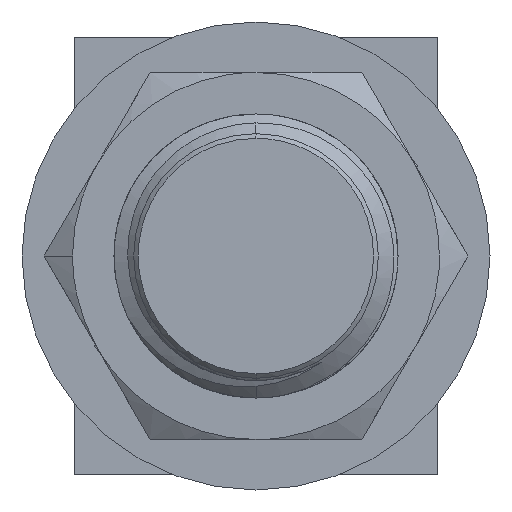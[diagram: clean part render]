
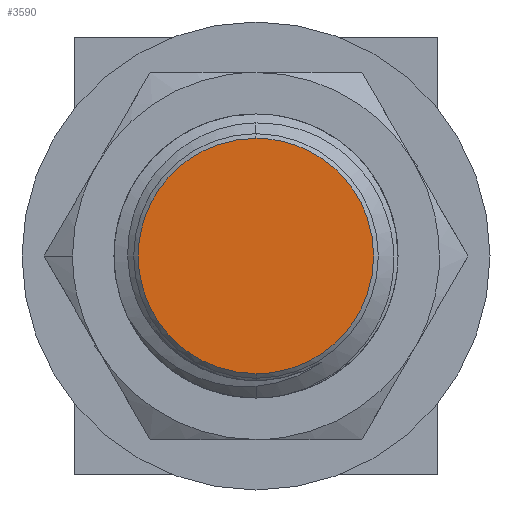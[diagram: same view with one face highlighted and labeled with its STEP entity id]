
A CAD part, left-side view. The second image highlights one B-rep face of the part: STEP entity #3590.
In plain terms, the highlighted planar face has unit normal (-1, 0, 0).
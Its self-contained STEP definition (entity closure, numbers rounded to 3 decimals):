
#118 = CARTESIAN_POINT ( 'NONE',  ( -12.7, 1.292, 2.241 ) ) ;
#356 = CARTESIAN_POINT ( 'NONE',  ( -12.7, -1.576, 2.051 ) ) ;
#777 = B_SPLINE_CURVE_WITH_KNOTS ( 'NONE', 3,
 ( #7836, #4035, #8668, #3094, #10686, #2920, #6756, #10625, #5804, #9663 ),
 .UNSPECIFIED., .F., .F.,
 ( 4, 2, 2, 2, 4 ),
 ( 0.5, 0.625, 0.75, 0.875, 1. ),
 .UNSPECIFIED. ) ;
#901 = CARTESIAN_POINT ( 'NONE',  ( -12.7, 1.576, 2.051 ) ) ;
#1075 = CARTESIAN_POINT ( 'NONE',  ( -12.7, 2.241, 1.292 ) ) ;
#1244 = CARTESIAN_POINT ( 'NONE',  ( -12.7, -0.336, -2.565 ) ) ;
#1947 = CARTESIAN_POINT ( 'NONE',  ( -12.7, -2.241, -1.292 ) ) ;
#1969 = CARTESIAN_POINT ( 'NONE',  ( -12.7, 2.051, 1.576 ) ) ;
#2007 = CARTESIAN_POINT ( 'NONE',  ( -12.7, -2.498, -0.671 ) ) ;
#2024 = CARTESIAN_POINT ( 'NONE',  ( -12.7, 0., 2.565 ) ) ;
#2125 = CARTESIAN_POINT ( 'NONE',  ( -12.7, 0., -2.565 ) ) ;
#2164 = EDGE_CURVE ( 'NONE', #10808, #7452, #6178, .T. ) ;
#2188 = CARTESIAN_POINT ( 'NONE',  ( -12.7, -1.292, 2.241 ) ) ;
#2885 = B_SPLINE_CURVE_WITH_KNOTS ( 'NONE', 3,
 ( #5133, #10961, #8876, #6137, #7236, #356, #2188, #3254, #11029, #5007 ),
 .UNSPECIFIED., .F., .F.,
 ( 4, 2, 2, 2, 4 ),
 ( 0., 0.125, 0.25, 0.375, 0.5 ),
 .UNSPECIFIED. ) ;
#2920 = CARTESIAN_POINT ( 'NONE',  ( -12.7, 2.051, -1.576 ) ) ;
#3094 = CARTESIAN_POINT ( 'NONE',  ( -12.7, 1.292, -2.241 ) ) ;
#3254 = CARTESIAN_POINT ( 'NONE',  ( -12.7, -0.671, 2.498 ) ) ;
#3303 = VERTEX_POINT ( 'NONE', #2125 ) ;
#3398 = EDGE_CURVE ( 'NONE', #7699, #10808, #2885, .T. ) ;
#3590 = ADVANCED_FACE ( 'NONE', ( #5579 ), #9439, .T. ) ;
#3764 = DIRECTION ( 'NONE',  ( -1., 0., 0. ) ) ;
#3989 = CARTESIAN_POINT ( 'NONE',  ( -12.7, -2.616, 2.617 ) ) ;
#3999 = CARTESIAN_POINT ( 'NONE',  ( -12.7, -2.565, -0.336 ) ) ;
#4035 = CARTESIAN_POINT ( 'NONE',  ( -12.7, 0.336, -2.565 ) ) ;
#4036 = B_SPLINE_CURVE_WITH_KNOTS ( 'NONE', 3,
 ( #7928, #3999, #2007, #1947, #9879, #7865, #11726, #6902, #1244, #11791 ),
 .UNSPECIFIED., .F., .F.,
 ( 4, 2, 2, 2, 4 ),
 ( 0., 0.125, 0.25, 0.375, 0.5 ),
 .UNSPECIFIED. ) ;
#4270 = CARTESIAN_POINT ( 'NONE',  ( -12.7, -2.565, 0. ) ) ;
#5007 = CARTESIAN_POINT ( 'NONE',  ( -12.7, 0., 2.565 ) ) ;
#5133 = CARTESIAN_POINT ( 'NONE',  ( -12.7, -2.565, 0. ) ) ;
#5579 = FACE_OUTER_BOUND ( 'NONE', #6552, .T. ) ;
#5804 = CARTESIAN_POINT ( 'NONE',  ( -12.7, 2.565, -0.336 ) ) ;
#6137 = CARTESIAN_POINT ( 'NONE',  ( -12.7, -2.241, 1.292 ) ) ;
#6178 = B_SPLINE_CURVE_WITH_KNOTS ( 'NONE', 3,
 ( #2024, #11512, #10728, #118, #901, #1969, #1075, #11747, #6860, #7761 ),
 .UNSPECIFIED., .F., .F.,
 ( 4, 2, 2, 2, 4 ),
 ( 0.5, 0.625, 0.75, 0.875, 1. ),
 .UNSPECIFIED. ) ;
#6552 = EDGE_LOOP ( 'NONE', ( #9999, #8358, #11997, #11977 ) ) ;
#6756 = CARTESIAN_POINT ( 'NONE',  ( -12.7, 2.241, -1.292 ) ) ;
#6860 = CARTESIAN_POINT ( 'NONE',  ( -12.7, 2.565, 0.338 ) ) ;
#6902 = CARTESIAN_POINT ( 'NONE',  ( -12.7, -0.671, -2.498 ) ) ;
#7236 = CARTESIAN_POINT ( 'NONE',  ( -12.7, -2.051, 1.576 ) ) ;
#7452 = VERTEX_POINT ( 'NONE', #9712 ) ;
#7673 = CARTESIAN_POINT ( 'NONE',  ( -12.7, 0., 2.565 ) ) ;
#7699 = VERTEX_POINT ( 'NONE', #4270 ) ;
#7761 = CARTESIAN_POINT ( 'NONE',  ( -12.7, 2.565, 0. ) ) ;
#7836 = CARTESIAN_POINT ( 'NONE',  ( -12.7, 0., -2.565 ) ) ;
#7865 = CARTESIAN_POINT ( 'NONE',  ( -12.7, -1.576, -2.051 ) ) ;
#7928 = CARTESIAN_POINT ( 'NONE',  ( -12.7, -2.565, 0. ) ) ;
#8358 = ORIENTED_EDGE ( 'NONE', *, *, #2164, .T. ) ;
#8668 = CARTESIAN_POINT ( 'NONE',  ( -12.7, 0.671, -2.498 ) ) ;
#8876 = CARTESIAN_POINT ( 'NONE',  ( -12.7, -2.498, 0.671 ) ) ;
#9374 = EDGE_CURVE ( 'NONE', #3303, #7452, #777, .T. ) ;
#9439 = PLANE ( 'NONE',  #9770 ) ;
#9663 = CARTESIAN_POINT ( 'NONE',  ( -12.7, 2.565, 0. ) ) ;
#9712 = CARTESIAN_POINT ( 'NONE',  ( -12.7, 2.565, 0. ) ) ;
#9770 = AXIS2_PLACEMENT_3D ( 'NONE', #3989, #3764, #11658 ) ;
#9879 = CARTESIAN_POINT ( 'NONE',  ( -12.7, -2.051, -1.576 ) ) ;
#9999 = ORIENTED_EDGE ( 'NONE', *, *, #3398, .T. ) ;
#10503 = EDGE_CURVE ( 'NONE', #7699, #3303, #4036, .T. ) ;
#10625 = CARTESIAN_POINT ( 'NONE',  ( -12.7, 2.498, -0.671 ) ) ;
#10686 = CARTESIAN_POINT ( 'NONE',  ( -12.7, 1.576, -2.051 ) ) ;
#10728 = CARTESIAN_POINT ( 'NONE',  ( -12.7, 0.671, 2.498 ) ) ;
#10808 = VERTEX_POINT ( 'NONE', #7673 ) ;
#10961 = CARTESIAN_POINT ( 'NONE',  ( -12.7, -2.565, 0.337 ) ) ;
#11029 = CARTESIAN_POINT ( 'NONE',  ( -12.7, -0.336, 2.565 ) ) ;
#11512 = CARTESIAN_POINT ( 'NONE',  ( -12.7, 0.336, 2.565 ) ) ;
#11658 = DIRECTION ( 'NONE',  ( 0., 1., 0. ) ) ;
#11726 = CARTESIAN_POINT ( 'NONE',  ( -12.7, -1.292, -2.241 ) ) ;
#11747 = CARTESIAN_POINT ( 'NONE',  ( -12.7, 2.498, 0.671 ) ) ;
#11791 = CARTESIAN_POINT ( 'NONE',  ( -12.7, 0., -2.565 ) ) ;
#11977 = ORIENTED_EDGE ( 'NONE', *, *, #10503, .F. ) ;
#11997 = ORIENTED_EDGE ( 'NONE', *, *, #9374, .F. ) ;
